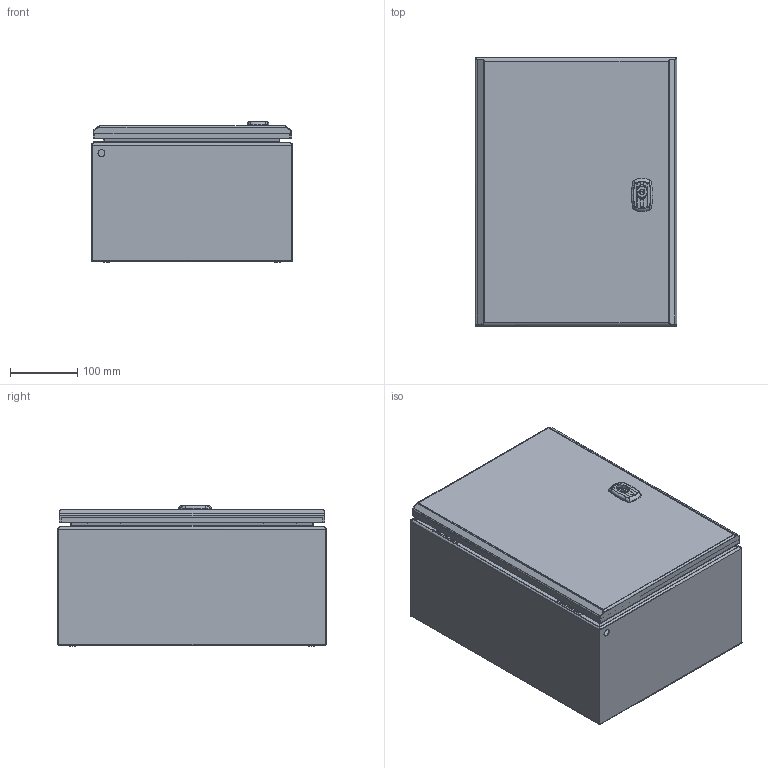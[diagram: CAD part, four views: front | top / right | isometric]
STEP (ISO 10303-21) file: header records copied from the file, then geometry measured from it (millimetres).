
FILE_DESCRIPTION(('STEP AP242'),'1');
FILE_NAME('nsys3dc4320.stp','2021-09-26T22:07:14',('TraceParts'),('TraceParts S.A.'),'Spatial InterOp 3D',' ',' ');
FILE_SCHEMA(('AP242_MANAGED_MODEL_BASED_3D_ENGINEERING_MIM_LF {1 0 10303 442 1 1 4}'));
Length unit declared in the file: millimetre
Products named in the file (1): nsys3dc4320|ENN4755AS_400X300X200_ASM_1_ASM_ASM_300#ENN4755AS_400X300X200_ASM_1_ASM_ASM|ENN4755AS_4X3X2_1_1_299#ENN4755AS_4X3X2_1_1;Solide1
Bounding box: 300 x 400 x 210.2 mm (x, y, z)
Volume: 587052.9 mm3; surface area: 1165438.6 mm2
Topology: 15 solids, 15 shells, 1247 faces, 3156 edges, 1955 vertices
Faces by surface type: plane 618, cylinder 249, bspline 133, cone 121, torus 94, sphere 32
Entity records: 47388 total; most frequent: CARTESIAN_POINT 18309, ORIENTED_EDGE 6270, DIRECTION 5622, EDGE_CURVE 3135, VERTEX_POINT 1955, AXIS2_PLACEMENT_3D 1908, LINE 1806, VECTOR 1806
